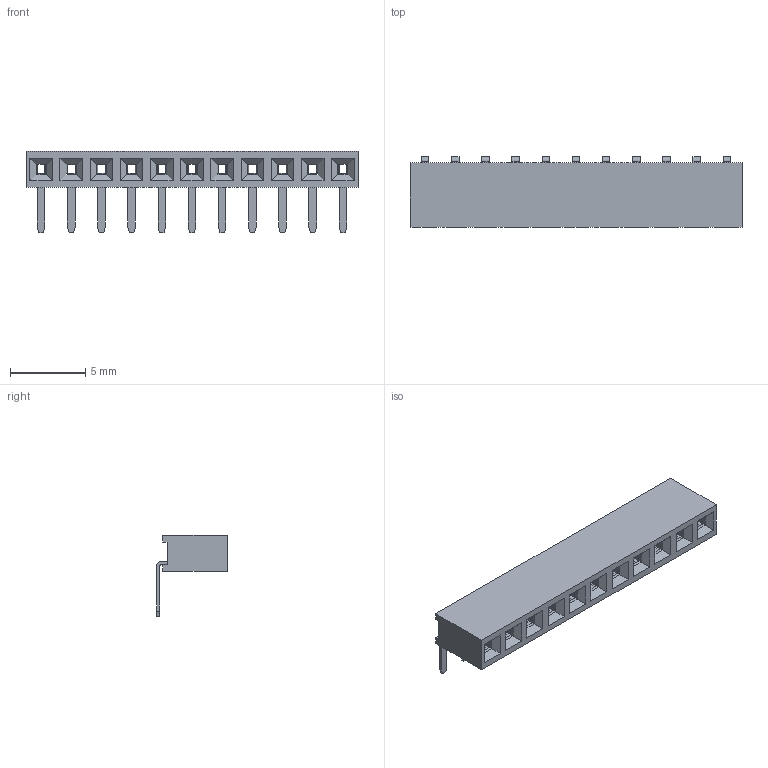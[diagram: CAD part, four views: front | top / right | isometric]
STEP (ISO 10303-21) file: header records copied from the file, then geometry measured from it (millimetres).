
FILE_DESCRIPTION(('STEP AP214'), '1');
FILE_NAME('PBS2-R1', '', ('UNSPECIFIED'), ('UNSPECIFIED'), 'ASCON STEP Converter 1.6', 'ASCON Math Kernel', '');
FILE_SCHEMA(('AUTOMOTIVE_DESIGN { 1 0 10303 214 3 1 1}'));
Length unit declared in the file: millimetre
Bounding box: 22 x 4.7 x 5.4 mm (x, y, z)
Volume: 152 mm3; surface area: 877 mm2
Topology: 12 solids, 12 shells, 725 faces, 1971 edges, 1270 vertices
Faces by surface type: plane 560, cylinder 165
Entity records: 28469 total; most frequent: CARTESIAN_POINT 3967, ORIENTED_EDGE 3942, DIRECTION 3753, EDGE_CURVE 1971, LINE 1641, VECTOR 1641, VERTEX_POINT 1270, AXIS2_PLACEMENT_3D 1056
